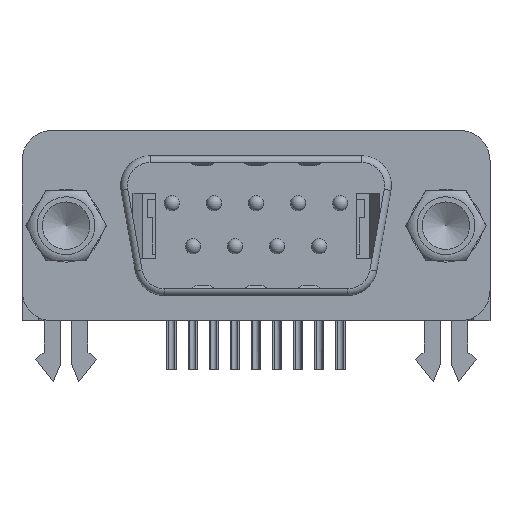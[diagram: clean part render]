
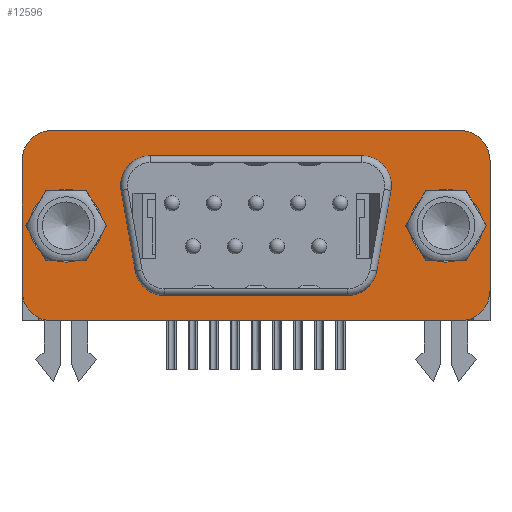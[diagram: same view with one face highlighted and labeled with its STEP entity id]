
A CAD part, front view. The second image highlights one B-rep face of the part: STEP entity #12596.
In plain terms, the highlighted planar face has unit normal (0, -1, 0).
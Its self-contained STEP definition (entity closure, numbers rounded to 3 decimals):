
#603=LINE('',#18613,#1839);
#605=LINE('',#18617,#1841);
#608=LINE('',#18625,#1844);
#610=LINE('',#18631,#1846);
#619=LINE('',#18655,#1855);
#621=LINE('',#18658,#1857);
#624=LINE('',#18662,#1860);
#625=LINE('',#18664,#1861);
#1839=VECTOR('',#15171,1000.);
#1841=VECTOR('',#15175,1000.);
#1844=VECTOR('',#15184,1000.);
#1846=VECTOR('',#15192,1000.);
#1855=VECTOR('',#15227,1000.);
#1857=VECTOR('',#15231,1000.);
#1860=VECTOR('',#15236,1000.);
#1861=VECTOR('',#15239,1000.);
#3028=PLANE('',#13540);
#4604=ORIENTED_EDGE('',*,*,#7575,.F.);
#4605=ORIENTED_EDGE('',*,*,#7492,.F.);
#4606=ORIENTED_EDGE('',*,*,#7576,.F.);
#4607=ORIENTED_EDGE('',*,*,#7488,.F.);
#4608=ORIENTED_EDGE('',*,*,#7570,.F.);
#4609=ORIENTED_EDGE('',*,*,#7484,.F.);
#4610=ORIENTED_EDGE('',*,*,#7572,.F.);
#4611=ORIENTED_EDGE('',*,*,#7480,.F.);
#4612=ORIENTED_EDGE('',*,*,#7550,.T.);
#4613=ORIENTED_EDGE('',*,*,#7549,.T.);
#4614=ORIENTED_EDGE('',*,*,#7559,.T.);
#4615=ORIENTED_EDGE('',*,*,#7558,.T.);
#4616=ORIENTED_EDGE('',*,*,#7556,.T.);
#4617=ORIENTED_EDGE('',*,*,#7554,.T.);
#4618=ORIENTED_EDGE('',*,*,#7552,.T.);
#4619=ORIENTED_EDGE('',*,*,#7546,.T.);
#4620=ORIENTED_EDGE('',*,*,#7476,.T.);
#4621=ORIENTED_EDGE('',*,*,#7478,.T.);
#7476=EDGE_CURVE('',#10197,#10197,#8850,.T.);
#7478=EDGE_CURVE('',#10199,#10199,#8852,.T.);
#7480=EDGE_CURVE('',#10201,#10202,#8854,.T.);
#7484=EDGE_CURVE('',#10205,#10206,#8856,.T.);
#7488=EDGE_CURVE('',#10209,#10210,#8858,.T.);
#7492=EDGE_CURVE('',#10213,#10214,#8860,.T.);
#7546=EDGE_CURVE('',#10249,#10250,#8894,.T.);
#7549=EDGE_CURVE('',#10251,#10252,#8895,.T.);
#7550=EDGE_CURVE('',#10250,#10251,#603,.T.);
#7552=EDGE_CURVE('',#10253,#10249,#605,.T.);
#7554=EDGE_CURVE('',#10254,#10253,#8896,.T.);
#7556=EDGE_CURVE('',#10255,#10254,#608,.T.);
#7558=EDGE_CURVE('',#10256,#10255,#8897,.T.);
#7559=EDGE_CURVE('',#10252,#10256,#610,.T.);
#7570=EDGE_CURVE('',#10206,#10209,#619,.T.);
#7572=EDGE_CURVE('',#10202,#10205,#621,.T.);
#7575=EDGE_CURVE('',#10214,#10201,#624,.T.);
#7576=EDGE_CURVE('',#10210,#10213,#625,.T.);
#8850=CIRCLE('',#13446,2.4);
#8852=CIRCLE('',#13449,2.4);
#8854=CIRCLE('',#13452,2.);
#8856=CIRCLE('',#13455,2.);
#8858=CIRCLE('',#13458,2.);
#8860=CIRCLE('',#13461,2.);
#8894=CIRCLE('',#13512,1.949);
#8895=CIRCLE('',#13514,1.949);
#8896=CIRCLE('',#13518,1.949);
#8897=CIRCLE('',#13521,1.949);
#9324=EDGE_LOOP('',(#4604,#4605,#4606,#4607,#4608,#4609,#4610,#4611));
#9325=EDGE_LOOP('',(#4612,#4613,#4614,#4615,#4616,#4617,#4618,#4619));
#9326=EDGE_LOOP('',(#4620));
#9327=EDGE_LOOP('',(#4621));
#10197=VERTEX_POINT('',#18460);
#10199=VERTEX_POINT('',#18465);
#10201=VERTEX_POINT('',#18470);
#10202=VERTEX_POINT('',#18471);
#10205=VERTEX_POINT('',#18479);
#10206=VERTEX_POINT('',#18480);
#10209=VERTEX_POINT('',#18488);
#10210=VERTEX_POINT('',#18489);
#10213=VERTEX_POINT('',#18497);
#10214=VERTEX_POINT('',#18498);
#10249=VERTEX_POINT('',#18602);
#10250=VERTEX_POINT('',#18604);
#10251=VERTEX_POINT('',#18608);
#10252=VERTEX_POINT('',#18610);
#10253=VERTEX_POINT('',#18616);
#10254=VERTEX_POINT('',#18620);
#10255=VERTEX_POINT('',#18624);
#10256=VERTEX_POINT('',#18628);
#11324=FACE_BOUND('',#9324,.T.);
#11325=FACE_BOUND('',#9325,.T.);
#11326=FACE_BOUND('',#9326,.T.);
#11327=FACE_BOUND('',#9327,.T.);
#12596=ADVANCED_FACE('',(#11324,#11325,#11326,#11327),#3028,.F.);
#13446=AXIS2_PLACEMENT_3D('',#18459,#15003,#15004);
#13449=AXIS2_PLACEMENT_3D('',#18464,#15009,#15010);
#13452=AXIS2_PLACEMENT_3D('',#18469,#15015,#15016);
#13455=AXIS2_PLACEMENT_3D('',#18478,#15023,#15024);
#13458=AXIS2_PLACEMENT_3D('',#18487,#15031,#15032);
#13461=AXIS2_PLACEMENT_3D('',#18496,#15039,#15040);
#13512=AXIS2_PLACEMENT_3D('',#18605,#15161,#15162);
#13514=AXIS2_PLACEMENT_3D('',#18611,#15167,#15168);
#13518=AXIS2_PLACEMENT_3D('',#18621,#15179,#15180);
#13521=AXIS2_PLACEMENT_3D('',#18629,#15188,#15189);
#13540=AXIS2_PLACEMENT_3D('',#18667,#15243,#15244);
#15003=DIRECTION('',(0.,1.,0.));
#15004=DIRECTION('',(0.,0.,1.));
#15009=DIRECTION('',(0.,1.,0.));
#15010=DIRECTION('',(0.,0.,1.));
#15015=DIRECTION('',(0.,1.,0.));
#15016=DIRECTION('',(0.,0.,1.));
#15023=DIRECTION('',(0.,1.,0.));
#15024=DIRECTION('',(0.,0.,1.));
#15031=DIRECTION('',(0.,1.,0.));
#15032=DIRECTION('',(0.,0.,1.));
#15039=DIRECTION('',(0.,1.,0.));
#15040=DIRECTION('',(0.,0.,1.));
#15161=DIRECTION('',(0.,1.,0.));
#15162=DIRECTION('',(0.,0.,1.));
#15167=DIRECTION('',(0.,1.,0.));
#15168=DIRECTION('',(0.,0.,1.));
#15171=DIRECTION('',(-0.174,0.,0.985));
#15175=DIRECTION('',(-1.,0.,0.));
#15179=DIRECTION('',(0.,1.,0.));
#15180=DIRECTION('',(0.,0.,1.));
#15184=DIRECTION('',(-0.174,0.,-0.985));
#15188=DIRECTION('',(0.,1.,0.));
#15189=DIRECTION('',(0.,0.,1.));
#15192=DIRECTION('',(1.,0.,0.));
#15227=DIRECTION('',(-1.,0.,0.));
#15231=DIRECTION('',(0.,0.,-1.));
#15236=DIRECTION('',(1.,0.,0.));
#15239=DIRECTION('',(0.,0.,1.));
#15243=DIRECTION('',(0.,1.,0.));
#15244=DIRECTION('',(0.,0.,1.));
#18459=CARTESIAN_POINT('',(12.5,-6.425,0.));
#18460=CARTESIAN_POINT('',(12.5,-6.425,2.4));
#18464=CARTESIAN_POINT('',(-12.5,-6.425,0.));
#18465=CARTESIAN_POINT('',(-12.5,-6.425,2.4));
#18469=CARTESIAN_POINT('',(13.4,-6.425,4.275));
#18470=CARTESIAN_POINT('',(13.4,-6.425,6.275));
#18471=CARTESIAN_POINT('',(15.4,-6.425,4.275));
#18478=CARTESIAN_POINT('',(13.4,-6.425,-4.275));
#18479=CARTESIAN_POINT('',(15.4,-6.425,-4.275));
#18480=CARTESIAN_POINT('',(13.4,-6.425,-6.275));
#18487=CARTESIAN_POINT('',(-13.4,-6.425,-4.275));
#18488=CARTESIAN_POINT('',(-13.4,-6.425,-6.275));
#18489=CARTESIAN_POINT('',(-15.4,-6.425,-4.275));
#18496=CARTESIAN_POINT('',(-13.4,-6.425,4.275));
#18497=CARTESIAN_POINT('',(-15.4,-6.425,4.275));
#18498=CARTESIAN_POINT('',(-13.4,-6.425,6.275));
#18602=CARTESIAN_POINT('',(-6.026,-6.425,-4.6));
#18604=CARTESIAN_POINT('',(-7.946,-6.425,-2.989));
#18605=CARTESIAN_POINT('',(-6.026,-6.425,-2.651));
#18608=CARTESIAN_POINT('',(-8.88,-6.425,2.312));
#18610=CARTESIAN_POINT('',(-6.961,-6.425,4.6));
#18611=CARTESIAN_POINT('',(-6.961,-6.425,2.651));
#18613=CARTESIAN_POINT('',(-8.217,-6.425,-1.449));
#18616=CARTESIAN_POINT('',(6.026,-6.425,-4.6));
#18617=CARTESIAN_POINT('',(0.,-6.425,-4.6));
#18620=CARTESIAN_POINT('',(7.946,-6.425,-2.989));
#18621=CARTESIAN_POINT('',(6.026,-6.425,-2.651));
#18624=CARTESIAN_POINT('',(8.88,-6.425,2.312));
#18625=CARTESIAN_POINT('',(8.217,-6.425,-1.449));
#18628=CARTESIAN_POINT('',(6.961,-6.425,4.6));
#18629=CARTESIAN_POINT('',(6.961,-6.425,2.651));
#18631=CARTESIAN_POINT('',(0.,-6.425,4.6));
#18655=CARTESIAN_POINT('',(15.4,-6.425,-6.275));
#18658=CARTESIAN_POINT('',(15.4,-6.425,6.275));
#18662=CARTESIAN_POINT('',(-15.4,-6.425,6.275));
#18664=CARTESIAN_POINT('',(-15.4,-6.425,-6.275));
#18667=CARTESIAN_POINT('',(0.,-6.425,0.));
